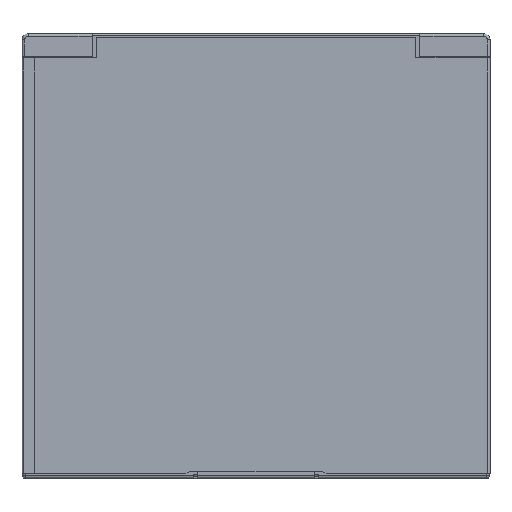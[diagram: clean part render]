
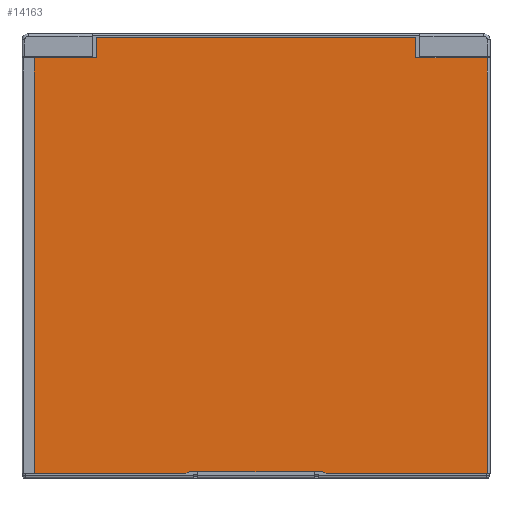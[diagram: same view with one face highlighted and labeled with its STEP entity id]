
A CAD part, top view. The second image highlights one B-rep face of the part: STEP entity #14163.
In plain terms, the highlighted planar face has unit normal (0, 0, 1).
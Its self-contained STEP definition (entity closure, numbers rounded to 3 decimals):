
#13828 = VERTEX_POINT('',#13829);
#13829 = CARTESIAN_POINT('',(8.5,-59.328,4.5));
#13844 = VERTEX_POINT('',#13845);
#13845 = CARTESIAN_POINT('',(9.,-59.578,4.5));
#13851 = EDGE_CURVE('',#13844,#13828,#13852,.T.);
#13852 = LINE('',#13853,#13854);
#13853 = CARTESIAN_POINT('',(9.,-59.578,4.5));
#13854 = VECTOR('',#13855,1.);
#13855 = DIRECTION('',(-0.894,0.447,0.));
#13868 = VERTEX_POINT('',#13869);
#13869 = CARTESIAN_POINT('',(-8.5,-59.328,4.5));
#13882 = EDGE_CURVE('',#13828,#13868,#13883,.T.);
#13883 = LINE('',#13884,#13885);
#13884 = CARTESIAN_POINT('',(8.5,-59.328,4.5));
#13885 = VECTOR('',#13886,1.);
#13886 = DIRECTION('',(-1.,0.,0.));
#13899 = VERTEX_POINT('',#13900);
#13900 = CARTESIAN_POINT('',(-9.,-59.578,4.5));
#13913 = EDGE_CURVE('',#13868,#13899,#13914,.T.);
#13914 = LINE('',#13915,#13916);
#13915 = CARTESIAN_POINT('',(-8.5,-59.328,4.5));
#13916 = VECTOR('',#13917,1.);
#13917 = DIRECTION('',(-0.894,-0.447,0.));
#13930 = VERTEX_POINT('',#13931);
#13931 = CARTESIAN_POINT('',(-28.45,-59.578,4.5));
#13944 = EDGE_CURVE('',#13930,#13899,#13945,.T.);
#13945 = LINE('',#13946,#13947);
#13946 = CARTESIAN_POINT('',(-28.45,-59.578,4.5));
#13947 = VECTOR('',#13948,1.);
#13948 = DIRECTION('',(1.,0.,0.));
#13961 = VERTEX_POINT('',#13962);
#13962 = CARTESIAN_POINT('',(-28.45,-6.3,4.5));
#13975 = EDGE_CURVE('',#13930,#13961,#13976,.T.);
#13976 = LINE('',#13977,#13978);
#13977 = CARTESIAN_POINT('',(-28.45,-59.578,4.5));
#13978 = VECTOR('',#13979,1.);
#13979 = DIRECTION('',(0.,1.,0.));
#13992 = VERTEX_POINT('',#13993);
#13993 = CARTESIAN_POINT('',(-20.5,-6.3,4.5));
#14006 = EDGE_CURVE('',#13992,#13961,#14007,.T.);
#14007 = LINE('',#14008,#14009);
#14008 = CARTESIAN_POINT('',(-20.5,-6.3,4.5));
#14009 = VECTOR('',#14010,1.);
#14010 = DIRECTION('',(-1.,0.,0.));
#14023 = VERTEX_POINT('',#14024);
#14024 = CARTESIAN_POINT('',(-20.5,-3.678,4.5));
#14037 = EDGE_CURVE('',#13992,#14023,#14038,.T.);
#14038 = LINE('',#14039,#14040);
#14039 = CARTESIAN_POINT('',(-20.5,-6.3,4.5));
#14040 = VECTOR('',#14041,1.);
#14041 = DIRECTION('',(0.,1.,0.));
#14054 = VERTEX_POINT('',#14055);
#14055 = CARTESIAN_POINT('',(20.5,-3.678,4.5));
#14068 = EDGE_CURVE('',#14023,#14054,#14069,.T.);
#14069 = LINE('',#14070,#14071);
#14070 = CARTESIAN_POINT('',(-20.5,-3.678,4.5));
#14071 = VECTOR('',#14072,1.);
#14072 = DIRECTION('',(1.,0.,0.));
#14085 = VERTEX_POINT('',#14086);
#14086 = CARTESIAN_POINT('',(20.5,-6.3,4.5));
#14099 = EDGE_CURVE('',#14085,#14054,#14100,.T.);
#14100 = LINE('',#14101,#14102);
#14101 = CARTESIAN_POINT('',(20.5,-6.3,4.5));
#14102 = VECTOR('',#14103,1.);
#14103 = DIRECTION('',(0.,1.,0.));
#14146 = VERTEX_POINT('',#14147);
#14147 = CARTESIAN_POINT('',(29.65,-59.578,4.5));
#14153 = EDGE_CURVE('',#13844,#14146,#14154,.T.);
#14154 = LINE('',#14155,#14156);
#14155 = CARTESIAN_POINT('',(9.,-59.578,4.5));
#14156 = VECTOR('',#14157,1.);
#14157 = DIRECTION('',(1.,0.,0.));
#14163 = ADVANCED_FACE('',(#14164),#14190,.T.);
#14164 = FACE_BOUND('',#14165,.T.);
#14165 = EDGE_LOOP('',(#14166,#14167,#14168,#14169,#14170,#14171,#14172,
    #14173,#14174,#14175,#14176,#14184));
#14166 = ORIENTED_EDGE('',*,*,#14099,.T.);
#14167 = ORIENTED_EDGE('',*,*,#14068,.F.);
#14168 = ORIENTED_EDGE('',*,*,#14037,.F.);
#14169 = ORIENTED_EDGE('',*,*,#14006,.T.);
#14170 = ORIENTED_EDGE('',*,*,#13975,.F.);
#14171 = ORIENTED_EDGE('',*,*,#13944,.T.);
#14172 = ORIENTED_EDGE('',*,*,#13913,.F.);
#14173 = ORIENTED_EDGE('',*,*,#13882,.F.);
#14174 = ORIENTED_EDGE('',*,*,#13851,.F.);
#14175 = ORIENTED_EDGE('',*,*,#14153,.T.);
#14176 = ORIENTED_EDGE('',*,*,#14177,.T.);
#14177 = EDGE_CURVE('',#14146,#14178,#14180,.T.);
#14178 = VERTEX_POINT('',#14179);
#14179 = CARTESIAN_POINT('',(29.65,-6.3,4.5));
#14180 = LINE('',#14181,#14182);
#14181 = CARTESIAN_POINT('',(29.65,-59.578,4.5));
#14182 = VECTOR('',#14183,1.);
#14183 = DIRECTION('',(0.,1.,0.));
#14184 = ORIENTED_EDGE('',*,*,#14185,.F.);
#14185 = EDGE_CURVE('',#14085,#14178,#14186,.T.);
#14186 = LINE('',#14187,#14188);
#14187 = CARTESIAN_POINT('',(20.5,-6.3,4.5));
#14188 = VECTOR('',#14189,1.);
#14189 = DIRECTION('',(1.,0.,0.));
#14190 = PLANE('',#14191);
#14191 = AXIS2_PLACEMENT_3D('',#14192,#14193,#14194);
#14192 = CARTESIAN_POINT('',(29.65,-3.178,4.5));
#14193 = DIRECTION('',(0.,0.,1.));
#14194 = DIRECTION('',(-1.,0.,0.));
